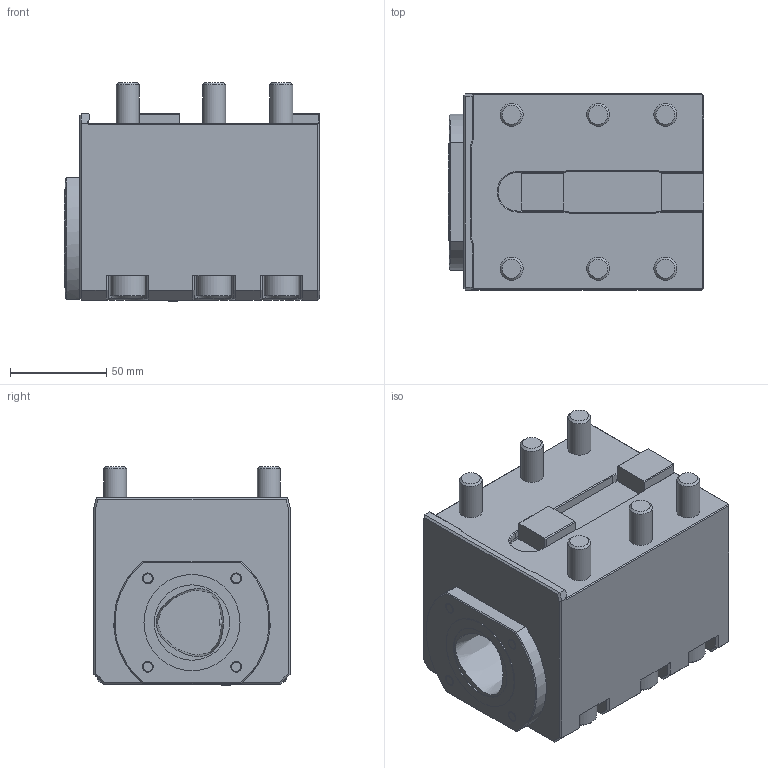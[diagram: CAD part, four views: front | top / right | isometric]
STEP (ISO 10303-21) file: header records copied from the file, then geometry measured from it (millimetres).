
FILE_DESCRIPTION(/* description */ (''),/* implementation_level */ '2;1');
FILE_NAME(/* name */ '1617016689343.stp',/* time_stamp */ '2021-03-29T13:18:17+02:00',/* author */ (''),/* organization */ ('SMS'),/* preprocessor_version */ 'ST-DEVELOPER v16.7',/* originating_system */ 'SIEMENS PLM Software NX 12.0',/* authorisation */ '');
FILE_SCHEMA (('AUTOMOTIVE_DESIGN { 1 0 10303 214 3 1 1 1 }'));
Length unit declared in the file: millimetre
Products named in the file (1): 203453613mod000_00
Bounding box: 133 x 102 x 113.55 mm (x, y, z)
Volume: 1181312.8 mm3; surface area: 85502.3 mm2
Topology: 1 solids, 1 shells, 242 faces, 589 edges, 366 vertices
Faces by surface type: plane 168, cone 35, cylinder 33, sphere 5, bspline 1
Full cylindrical faces by diameter (mm): 3 x1, 12 x6, 18 x6, 39.2 x1, 50 x1
Entity records: 6928 total; most frequent: CARTESIAN_POINT 1434, DIRECTION 1118, ORIENTED_EDGE 1064, EDGE_CURVE 532, LINE 392, VECTOR 392, AXIS2_PLACEMENT_3D 363, VERTEX_POINT 345
